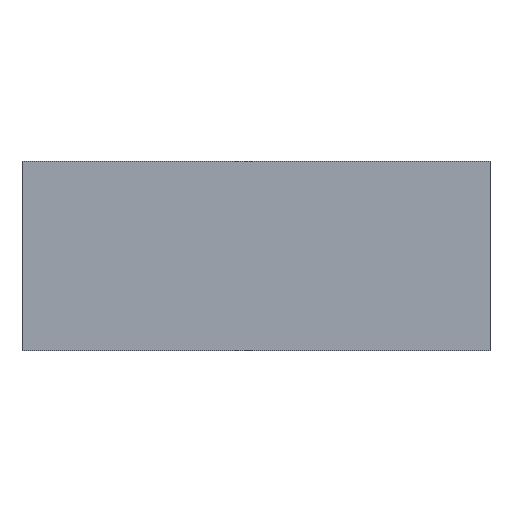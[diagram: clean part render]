
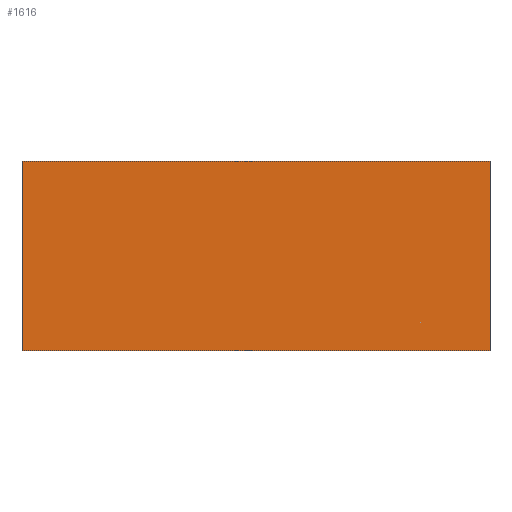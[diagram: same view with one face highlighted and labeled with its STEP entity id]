
A CAD part, front view. The second image highlights one B-rep face of the part: STEP entity #1616.
In plain terms, the highlighted planar face has unit normal (0, -1, 0).
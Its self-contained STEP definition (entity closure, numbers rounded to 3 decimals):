
#19 = ORIENTED_EDGE ( 'NONE', *, *, #581, .F. ) ;
#68 = LINE ( 'NONE', #84, #1274 ) ;
#84 = CARTESIAN_POINT ( 'NONE',  ( -83.807, 0., -26.741 ) ) ;
#97 = LINE ( 'NONE', #1650, #1490 ) ;
#108 = CARTESIAN_POINT ( 'NONE',  ( 0., 0., 0. ) ) ;
#111 = CARTESIAN_POINT ( 'NONE',  ( 104.193, 0., -26.741 ) ) ;
#236 = CARTESIAN_POINT ( 'NONE',  ( 104.193, 0., 49.259 ) ) ;
#245 = CARTESIAN_POINT ( 'NONE',  ( 104.193, 0., -26.741 ) ) ;
#320 = DIRECTION ( 'NONE',  ( 1., 0., 0. ) ) ;
#396 = VERTEX_POINT ( 'NONE', #111 ) ;
#569 = ORIENTED_EDGE ( 'NONE', *, *, #891, .T. ) ;
#581 = EDGE_CURVE ( 'NONE', #896, #1644, #1314, .T. ) ;
#592 = CARTESIAN_POINT ( 'NONE',  ( -83.807, 0., -26.741 ) ) ;
#668 = VECTOR ( 'NONE', #1588, 1000. ) ;
#736 = LINE ( 'NONE', #245, #779 ) ;
#739 = CARTESIAN_POINT ( 'NONE',  ( -83.807, 0., 49.259 ) ) ;
#779 = VECTOR ( 'NONE', #1266, 1000. ) ;
#891 = EDGE_CURVE ( 'NONE', #896, #396, #68, .T. ) ;
#892 = DIRECTION ( 'NONE',  ( 1., 0., 0. ) ) ;
#895 = PLANE ( 'NONE',  #1358 ) ;
#896 = VERTEX_POINT ( 'NONE', #592 ) ;
#968 = CARTESIAN_POINT ( 'NONE',  ( -83.807, 0., -26.741 ) ) ;
#1038 = EDGE_CURVE ( 'NONE', #396, #1110, #736, .T. ) ;
#1073 = ORIENTED_EDGE ( 'NONE', *, *, #1156, .F. ) ;
#1102 = ORIENTED_EDGE ( 'NONE', *, *, #1038, .T. ) ;
#1110 = VERTEX_POINT ( 'NONE', #236 ) ;
#1156 = EDGE_CURVE ( 'NONE', #1644, #1110, #97, .T. ) ;
#1251 = DIRECTION ( 'NONE',  ( 0., -1., 0. ) ) ;
#1260 = FACE_OUTER_BOUND ( 'NONE', #1307, .T. ) ;
#1266 = DIRECTION ( 'NONE',  ( 0., 0., 1. ) ) ;
#1274 = VECTOR ( 'NONE', #320, 1000. ) ;
#1307 = EDGE_LOOP ( 'NONE', ( #1073, #19, #569, #1102 ) ) ;
#1314 = LINE ( 'NONE', #968, #668 ) ;
#1358 = AXIS2_PLACEMENT_3D ( 'NONE', #108, #1251, #1383 ) ;
#1383 = DIRECTION ( 'NONE',  ( 0., 0., -1. ) ) ;
#1490 = VECTOR ( 'NONE', #892, 1000. ) ;
#1588 = DIRECTION ( 'NONE',  ( 0., 0., 1. ) ) ;
#1616 = ADVANCED_FACE ( 'NONE', ( #1260 ), #895, .T. ) ;
#1644 = VERTEX_POINT ( 'NONE', #739 ) ;
#1650 = CARTESIAN_POINT ( 'NONE',  ( -83.807, 0., 49.259 ) ) ;
